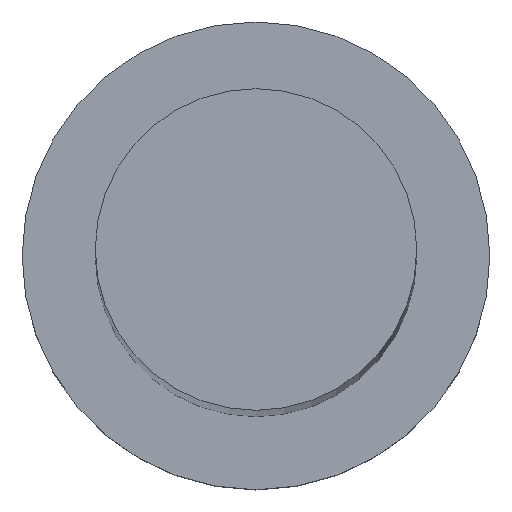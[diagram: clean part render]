
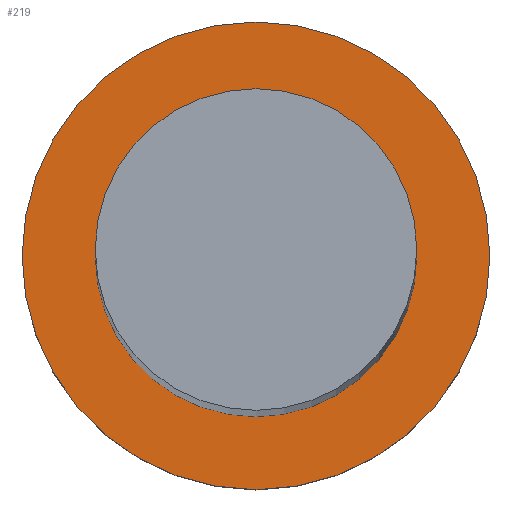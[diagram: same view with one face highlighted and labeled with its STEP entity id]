
A CAD part, top view. The second image highlights one B-rep face of the part: STEP entity #219.
In plain terms, the highlighted planar face has unit normal (0, 0, 1).
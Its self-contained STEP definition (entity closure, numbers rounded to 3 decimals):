
#1 = DIRECTION ( 'NONE',  ( 1., 0., 0. ) ) ;
#8 = ORIENTED_EDGE ( 'NONE', *, *, #21, .T. ) ;
#16 = CARTESIAN_POINT ( 'NONE',  ( 0., 0., 5. ) ) ;
#19 = DIRECTION ( 'NONE',  ( 0., 0., 1. ) ) ;
#21 = EDGE_CURVE ( 'NONE', #102, #246, #237, .T. ) ;
#24 = AXIS2_PLACEMENT_3D ( 'NONE', #187, #87, #91 ) ;
#31 = EDGE_LOOP ( 'NONE', ( #152, #211 ) ) ;
#37 = AXIS2_PLACEMENT_3D ( 'NONE', #59, #19, #201 ) ;
#42 = DIRECTION ( 'NONE',  ( 1., 0., 0. ) ) ;
#43 = CARTESIAN_POINT ( 'NONE',  ( -5.5, 0., 5. ) ) ;
#48 = PLANE ( 'NONE',  #170 ) ;
#59 = CARTESIAN_POINT ( 'NONE',  ( 0., 0., 5. ) ) ;
#61 = FACE_BOUND ( 'NONE', #31, .T. ) ;
#70 = VERTEX_POINT ( 'NONE', #43 ) ;
#75 = AXIS2_PLACEMENT_3D ( 'NONE', #16, #248, #92 ) ;
#87 = DIRECTION ( 'NONE',  ( 0., 0., 1. ) ) ;
#91 = DIRECTION ( 'NONE',  ( 1., 0., 0. ) ) ;
#92 = DIRECTION ( 'NONE',  ( 1., 0., 0. ) ) ;
#100 = DIRECTION ( 'NONE',  ( 0., 0., 1. ) ) ;
#102 = VERTEX_POINT ( 'NONE', #172 ) ;
#110 = VERTEX_POINT ( 'NONE', #171 ) ;
#120 = EDGE_CURVE ( 'NONE', #110, #70, #151, .T. ) ;
#130 = AXIS2_PLACEMENT_3D ( 'NONE', #203, #217, #1 ) ;
#138 = EDGE_CURVE ( 'NONE', #246, #102, #180, .T. ) ;
#151 = CIRCLE ( 'NONE', #37, 5.5 ) ;
#152 = ORIENTED_EDGE ( 'NONE', *, *, #199, .F. ) ;
#156 = CARTESIAN_POINT ( 'NONE',  ( -8., 0., 5. ) ) ;
#158 = FACE_OUTER_BOUND ( 'NONE', #167, .T. ) ;
#166 = ORIENTED_EDGE ( 'NONE', *, *, #138, .T. ) ;
#167 = EDGE_LOOP ( 'NONE', ( #166, #8 ) ) ;
#170 = AXIS2_PLACEMENT_3D ( 'NONE', #232, #100, #42 ) ;
#171 = CARTESIAN_POINT ( 'NONE',  ( 5.5, 0., 5. ) ) ;
#172 = CARTESIAN_POINT ( 'NONE',  ( 8., 0., 5. ) ) ;
#180 = CIRCLE ( 'NONE', #75, 8. ) ;
#187 = CARTESIAN_POINT ( 'NONE',  ( 0., 0., 5. ) ) ;
#199 = EDGE_CURVE ( 'NONE', #70, #110, #202, .T. ) ;
#201 = DIRECTION ( 'NONE',  ( 1., 0., 0. ) ) ;
#202 = CIRCLE ( 'NONE', #130, 5.5 ) ;
#203 = CARTESIAN_POINT ( 'NONE',  ( 0., 0., 5. ) ) ;
#211 = ORIENTED_EDGE ( 'NONE', *, *, #120, .F. ) ;
#217 = DIRECTION ( 'NONE',  ( 0., 0., 1. ) ) ;
#219 = ADVANCED_FACE ( 'NONE', ( #61, #158 ), #48, .T. ) ;
#232 = CARTESIAN_POINT ( 'NONE',  ( 0., 0., 5. ) ) ;
#237 = CIRCLE ( 'NONE', #24, 8. ) ;
#246 = VERTEX_POINT ( 'NONE', #156 ) ;
#248 = DIRECTION ( 'NONE',  ( 0., 0., 1. ) ) ;
